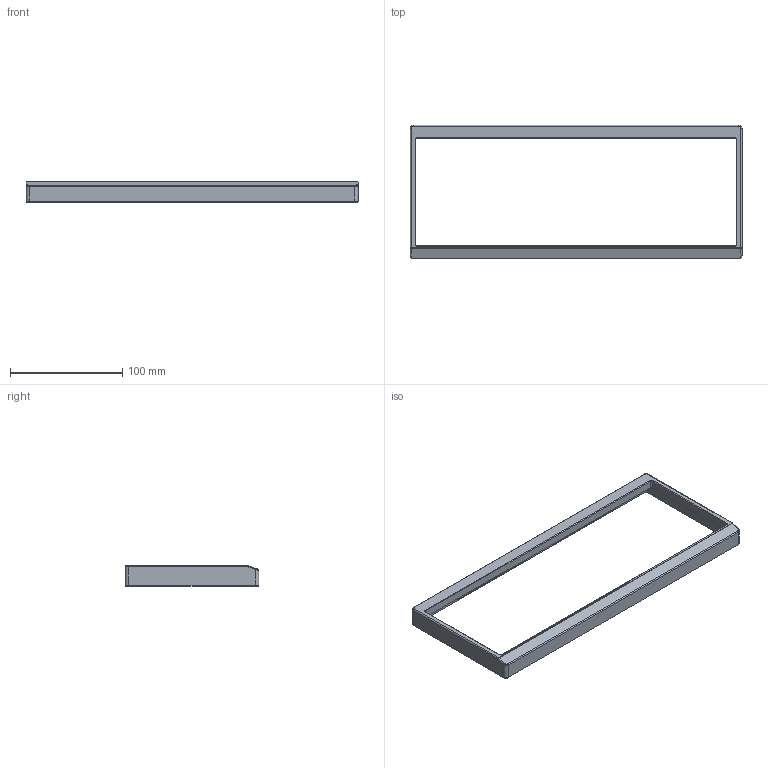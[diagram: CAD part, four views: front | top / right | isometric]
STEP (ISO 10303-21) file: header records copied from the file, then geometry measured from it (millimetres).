
FILE_DESCRIPTION(/* description */ ('STEP AP242','CAx-IF Rec.Pracs.---Representation and Presentation of Product Manufacturing Information (PMI)---4.0---2014-10-13','CAx-IF Rec.Pracs.---3D Tessellated Geometry---0.4---2014-09-14','2;1'),/* implementation_level */ '2;1');
FILE_NAME(/* name */ '651452d3ba97666ed768042d',/* time_stamp */ '2023-09-27T16:05:41Z',/* author */ (''),/* organization */ (''),/* preprocessor_version */ 'ST-DEVELOPER v19.4',/* originating_system */ ' ',/* authorisation */ ' ');
FILE_SCHEMA (('AP242_MANAGED_MODEL_BASED_3D_ENGINEERING_MIM_LF { 1 0 10303 442 1 1 4 }'));
Length unit declared in the file: metre
Products named in the file (1): Top
Bounding box: 296.25 x 119.25 x 18.5 mm (x, y, z)
Volume: 85960.8 mm3; surface area: 44544.3 mm2
Topology: 1 solids, 1 shells, 180 faces, 500 edges, 322 vertices
Faces by surface type: cylinder 91, plane 60, cone 19, torus 6, bspline 2, sphere 2
Full cylindrical faces by diameter (mm): 2.05 x7, 2.5 x8
Entity records: 5569 total; most frequent: DIRECTION 990, CARTESIAN_POINT 954, ORIENTED_EDGE 876, EDGE_CURVE 438, AXIS2_PLACEMENT_3D 373, VERTEX_POINT 307, LINE 244, VECTOR 244
